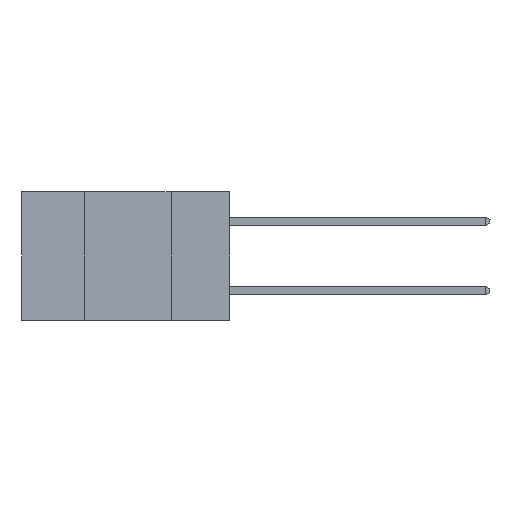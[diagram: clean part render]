
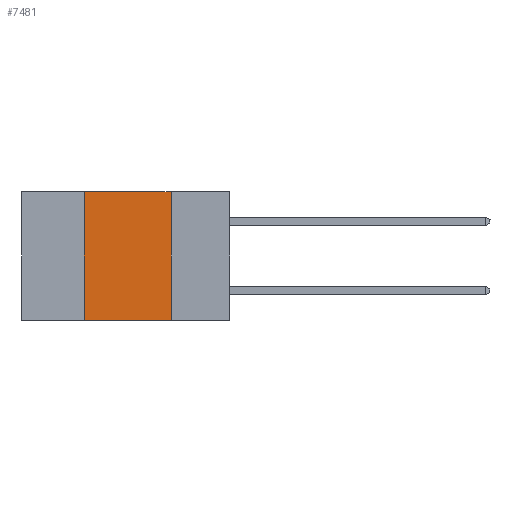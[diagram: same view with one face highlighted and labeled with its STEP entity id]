
A CAD part, left-side view. The second image highlights one B-rep face of the part: STEP entity #7481.
In plain terms, the highlighted planar face has unit normal (-1, 0, 0).
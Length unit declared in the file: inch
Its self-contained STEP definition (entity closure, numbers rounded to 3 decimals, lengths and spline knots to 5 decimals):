
#308 = DIRECTION ( 'NONE',  ( 0., 0., 1. ) ) ;
#1006 = DIRECTION ( 'NONE',  ( 0., 0., -1. ) ) ;
#1634 = ORIENTED_EDGE ( 'NONE', *, *, #16414, .F. ) ;
#2135 = CARTESIAN_POINT ( 'NONE',  ( 0., 0.6, 0. ) ) ;
#3899 = VERTEX_POINT ( 'NONE', #7391 ) ;
#3901 = VERTEX_POINT ( 'NONE', #19658 ) ;
#4220 = AXIS2_PLACEMENT_3D ( 'NONE', #26617, #17384, #17479 ) ;
#4316 = ORIENTED_EDGE ( 'NONE', *, *, #10236, .F. ) ;
#5999 = VECTOR ( 'NONE', #16564, 39.37008 ) ;
#6750 = LINE ( 'NONE', #7404, #16785 ) ;
#7391 = CARTESIAN_POINT ( 'NONE',  ( 0., 0.17, 0. ) ) ;
#7404 = CARTESIAN_POINT ( 'NONE',  ( 0., 0.6, -0.37 ) ) ;
#7481 = ADVANCED_FACE ( 'NONE', ( #24250 ), #22090, .F. ) ;
#8844 = VECTOR ( 'NONE', #1006, 39.37008 ) ;
#9571 = VERTEX_POINT ( 'NONE', #17649 ) ;
#10236 = EDGE_CURVE ( 'NONE', #3901, #23563, #14704, .T. ) ;
#10336 = ORIENTED_EDGE ( 'NONE', *, *, #27714, .T. ) ;
#12137 = CARTESIAN_POINT ( 'NONE',  ( 0., 0.42, 0. ) ) ;
#13120 = LINE ( 'NONE', #2135, #5999 ) ;
#14573 = DIRECTION ( 'NONE',  ( 0., -1., 0. ) ) ;
#14704 = LINE ( 'NONE', #12137, #21814 ) ;
#16300 = LINE ( 'NONE', #19274, #8844 ) ;
#16414 = EDGE_CURVE ( 'NONE', #3899, #9571, #16300, .T. ) ;
#16564 = DIRECTION ( 'NONE',  ( 0., -1., 0. ) ) ;
#16785 = VECTOR ( 'NONE', #14573, 39.37008 ) ;
#17384 = DIRECTION ( 'NONE',  ( 1., 0., 0. ) ) ;
#17479 = DIRECTION ( 'NONE',  ( 0., 0., -1. ) ) ;
#17649 = CARTESIAN_POINT ( 'NONE',  ( 0., 0.17, -0.37 ) ) ;
#19274 = CARTESIAN_POINT ( 'NONE',  ( 0., 0.17, 0. ) ) ;
#19658 = CARTESIAN_POINT ( 'NONE',  ( 0., 0.42, -0.37 ) ) ;
#19965 = ORIENTED_EDGE ( 'NONE', *, *, #20212, .F. ) ;
#20212 = EDGE_CURVE ( 'NONE', #23563, #3899, #13120, .T. ) ;
#21814 = VECTOR ( 'NONE', #308, 39.37008 ) ;
#22090 = PLANE ( 'NONE',  #4220 ) ;
#23563 = VERTEX_POINT ( 'NONE', #29364 ) ;
#24250 = FACE_OUTER_BOUND ( 'NONE', #30430, .T. ) ;
#26617 = CARTESIAN_POINT ( 'NONE',  ( 0., 0.6, 0. ) ) ;
#27714 = EDGE_CURVE ( 'NONE', #3901, #9571, #6750, .T. ) ;
#29364 = CARTESIAN_POINT ( 'NONE',  ( 0., 0.42, 0. ) ) ;
#30430 = EDGE_LOOP ( 'NONE', ( #1634, #19965, #4316, #10336 ) ) ;
